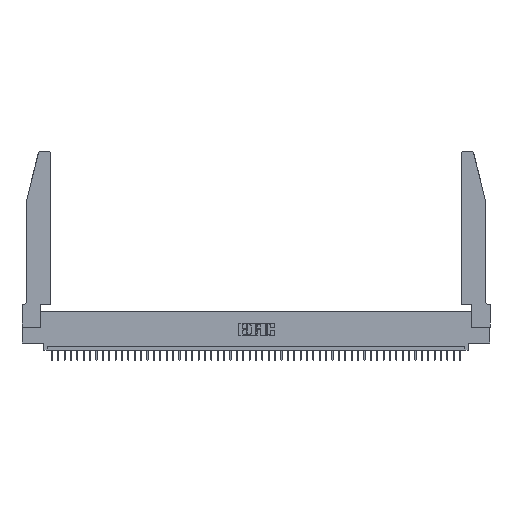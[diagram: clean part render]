
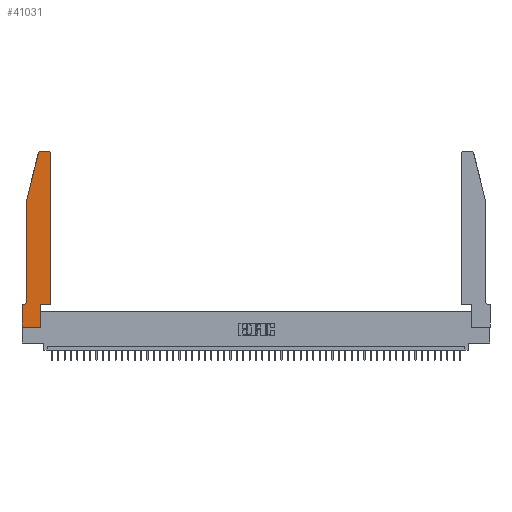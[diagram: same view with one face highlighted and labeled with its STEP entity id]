
A CAD part, top view. The second image highlights one B-rep face of the part: STEP entity #41031.
In plain terms, the highlighted planar face has unit normal (0, 0, 1).
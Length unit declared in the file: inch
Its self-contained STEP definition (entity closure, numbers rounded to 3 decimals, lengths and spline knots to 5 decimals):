
#2019 = DIRECTION ( 'NONE',  ( -1., 0., 0. ) ) ;
#3006 = DIRECTION ( 'NONE',  ( 1., 0., 0. ) ) ;
#3190 = VERTEX_POINT ( 'NONE', #40108 ) ;
#3649 = AXIS2_PLACEMENT_3D ( 'NONE', #31549, #35005, #19717 ) ;
#4177 = CARTESIAN_POINT ( 'NONE',  ( 0.4505, 0.35, 0.37 ) ) ;
#4242 = EDGE_CURVE ( 'NONE', #38740, #27212, #41671, .T. ) ;
#4935 = LINE ( 'NONE', #36856, #33210 ) ;
#5076 = CARTESIAN_POINT ( 'NONE',  ( 0.4505, 2.72, 0.37 ) ) ;
#5320 = CARTESIAN_POINT ( 'NONE',  ( 0.2605, 2.75, 0.37 ) ) ;
#5334 = ORIENTED_EDGE ( 'NONE', *, *, #8930, .T. ) ;
#5588 = VERTEX_POINT ( 'NONE', #37512 ) ;
#5936 = CARTESIAN_POINT ( 'NONE',  ( 0.25487, 2.72718, 0.37 ) ) ;
#6564 = DIRECTION ( 'NONE',  ( 0., 0., 1. ) ) ;
#7616 = CARTESIAN_POINT ( 'NONE',  ( 0.4505, 0.35, 0.37 ) ) ;
#7878 = CARTESIAN_POINT ( 'NONE',  ( 0., 0.35, 0.37 ) ) ;
#7907 = EDGE_CURVE ( 'NONE', #10382, #46536, #12895, .T. ) ;
#8111 = VECTOR ( 'NONE', #2019, 39.37008 ) ;
#8930 = EDGE_CURVE ( 'NONE', #27212, #43701, #47779, .T. ) ;
#10053 = LINE ( 'NONE', #45730, #48720 ) ;
#10382 = VERTEX_POINT ( 'NONE', #5936 ) ;
#10650 = LINE ( 'NONE', #46400, #24137 ) ;
#11996 = VERTEX_POINT ( 'NONE', #43853 ) ;
#12250 = VERTEX_POINT ( 'NONE', #31958 ) ;
#12895 = LINE ( 'NONE', #36443, #23260 ) ;
#13454 = EDGE_CURVE ( 'NONE', #12250, #38740, #4935, .T. ) ;
#14679 = VERTEX_POINT ( 'NONE', #18331 ) ;
#15193 = DIRECTION ( 'NONE',  ( 0., 1., 0. ) ) ;
#15861 = CARTESIAN_POINT ( 'NONE',  ( 0.0755, 2., 0.37 ) ) ;
#16580 = ORIENTED_EDGE ( 'NONE', *, *, #13454, .T. ) ;
#18331 = CARTESIAN_POINT ( 'NONE',  ( 0.0055, 0.35, 0.37 ) ) ;
#18906 = ORIENTED_EDGE ( 'NONE', *, *, #35540, .T. ) ;
#19125 = FACE_OUTER_BOUND ( 'NONE', #27717, .T. ) ;
#19547 = EDGE_CURVE ( 'NONE', #3190, #11996, #10053, .T. ) ;
#19717 = DIRECTION ( 'NONE',  ( 1., 0., 0. ) ) ;
#20480 = EDGE_CURVE ( 'NONE', #14679, #3190, #31416, .T. ) ;
#21076 = CARTESIAN_POINT ( 'NONE',  ( 0.0755, 2., 0.37 ) ) ;
#21231 = EDGE_CURVE ( 'NONE', #43247, #14679, #40555, .T. ) ;
#21456 = ORIENTED_EDGE ( 'NONE', *, *, #26622, .T. ) ;
#21840 = VECTOR ( 'NONE', #30945, 39.37008 ) ;
#22668 = ORIENTED_EDGE ( 'NONE', *, *, #21231, .T. ) ;
#23260 = VECTOR ( 'NONE', #50057, 39.37008 ) ;
#23567 = ORIENTED_EDGE ( 'NONE', *, *, #26484, .T. ) ;
#23582 = VECTOR ( 'NONE', #3006, 39.37008 ) ;
#24137 = VECTOR ( 'NONE', #34453, 39.37008 ) ;
#25059 = VECTOR ( 'NONE', #15193, 39.37008 ) ;
#25434 = CARTESIAN_POINT ( 'NONE',  ( 0.0755, 0.35, 0.37 ) ) ;
#25550 = DIRECTION ( 'NONE',  ( -1., 0., 0. ) ) ;
#25858 = LINE ( 'NONE', #5320, #46095 ) ;
#25948 = CARTESIAN_POINT ( 'NONE',  ( 0.284, 2.72, 0.37 ) ) ;
#26484 = EDGE_CURVE ( 'NONE', #47894, #10382, #48761, .T. ) ;
#26622 = EDGE_CURVE ( 'NONE', #5588, #12250, #10650, .T. ) ;
#26746 = CARTESIAN_POINT ( 'NONE',  ( 0.4205, 2.75, 0.37 ) ) ;
#27212 = VERTEX_POINT ( 'NONE', #5076 ) ;
#27238 = DIRECTION ( 'NONE',  ( 0., 0., 1. ) ) ;
#27281 = LINE ( 'NONE', #15861, #21840 ) ;
#27409 = DIRECTION ( 'NONE',  ( 1., 0., 0. ) ) ;
#27717 = EDGE_LOOP ( 'NONE', ( #48097, #23567, #33546, #18906, #22668, #30697, #33883, #39663, #21456, #16580, #32769, #5334 ) ) ;
#30299 = DIRECTION ( 'NONE',  ( 0., -1., 0. ) ) ;
#30697 = ORIENTED_EDGE ( 'NONE', *, *, #20480, .T. ) ;
#30945 = DIRECTION ( 'NONE',  ( 0., -1., 0. ) ) ;
#31416 = LINE ( 'NONE', #25434, #8111 ) ;
#31465 = AXIS2_PLACEMENT_3D ( 'NONE', #7878, #27238, #27409 ) ;
#31549 = CARTESIAN_POINT ( 'NONE',  ( 0.4205, 2.72, 0.37 ) ) ;
#31958 = CARTESIAN_POINT ( 'NONE',  ( 0.2865, 0.35, 0.37 ) ) ;
#32742 = DIRECTION ( 'NONE',  ( 1., 0., 0. ) ) ;
#32769 = ORIENTED_EDGE ( 'NONE', *, *, #4242, .T. ) ;
#32890 = AXIS2_PLACEMENT_3D ( 'NONE', #41315, #33616, #25550 ) ;
#33210 = VECTOR ( 'NONE', #32742, 39.37008 ) ;
#33546 = ORIENTED_EDGE ( 'NONE', *, *, #7907, .T. ) ;
#33616 = DIRECTION ( 'NONE',  ( 0., 0., -1. ) ) ;
#33883 = ORIENTED_EDGE ( 'NONE', *, *, #19547, .T. ) ;
#34453 = DIRECTION ( 'NONE',  ( 0., 1., 0. ) ) ;
#35005 = DIRECTION ( 'NONE',  ( 0., 0., 1. ) ) ;
#35540 = EDGE_CURVE ( 'NONE', #46536, #43247, #27281, .T. ) ;
#35713 = EDGE_CURVE ( 'NONE', #11996, #5588, #40788, .T. ) ;
#36015 = AXIS2_PLACEMENT_3D ( 'NONE', #25948, #6564, #46787 ) ;
#36443 = CARTESIAN_POINT ( 'NONE',  ( 0.0755, 2., 0.37 ) ) ;
#36856 = CARTESIAN_POINT ( 'NONE',  ( 0.4505, 0.35, 0.37 ) ) ;
#37512 = CARTESIAN_POINT ( 'NONE',  ( 0.2865, 0., 0.37 ) ) ;
#37696 = EDGE_CURVE ( 'NONE', #43701, #47894, #25858, .T. ) ;
#38740 = VERTEX_POINT ( 'NONE', #4177 ) ;
#39634 = CARTESIAN_POINT ( 'NONE',  ( 0.0755, 0.42, 0.37 ) ) ;
#39663 = ORIENTED_EDGE ( 'NONE', *, *, #35713, .T. ) ;
#40108 = CARTESIAN_POINT ( 'NONE',  ( 0., 0.35, 0.37 ) ) ;
#40555 = CIRCLE ( 'NONE', #32890, 0.07 ) ;
#40788 = LINE ( 'NONE', #50607, #23582 ) ;
#41031 = ADVANCED_FACE ( 'NONE', ( #19125 ), #43004, .T. ) ;
#41315 = CARTESIAN_POINT ( 'NONE',  ( 0.0055, 0.42, 0.37 ) ) ;
#41671 = LINE ( 'NONE', #7616, #25059 ) ;
#43004 = PLANE ( 'NONE',  #31465 ) ;
#43247 = VERTEX_POINT ( 'NONE', #39634 ) ;
#43701 = VERTEX_POINT ( 'NONE', #26746 ) ;
#43853 = CARTESIAN_POINT ( 'NONE',  ( 0., 0., 0.37 ) ) ;
#43876 = DIRECTION ( 'NONE',  ( -1., 0., 0. ) ) ;
#45730 = CARTESIAN_POINT ( 'NONE',  ( 0., 0., 0.37 ) ) ;
#46095 = VECTOR ( 'NONE', #43876, 39.37008 ) ;
#46400 = CARTESIAN_POINT ( 'NONE',  ( 0.2865, 0.35, 0.37 ) ) ;
#46536 = VERTEX_POINT ( 'NONE', #21076 ) ;
#46787 = DIRECTION ( 'NONE',  ( 1., 0., 0. ) ) ;
#47779 = CIRCLE ( 'NONE', #3649, 0.03 ) ;
#47894 = VERTEX_POINT ( 'NONE', #48853 ) ;
#48097 = ORIENTED_EDGE ( 'NONE', *, *, #37696, .T. ) ;
#48720 = VECTOR ( 'NONE', #30299, 39.37008 ) ;
#48761 = CIRCLE ( 'NONE', #36015, 0.03 ) ;
#48853 = CARTESIAN_POINT ( 'NONE',  ( 0.284, 2.75, 0.37 ) ) ;
#50057 = DIRECTION ( 'NONE',  ( -0.239, -0.971, 0. ) ) ;
#50607 = CARTESIAN_POINT ( 'NONE',  ( 0., 0., 0.37 ) ) ;
